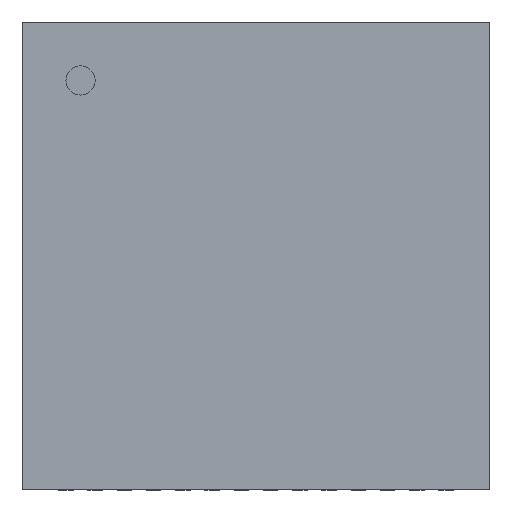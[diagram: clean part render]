
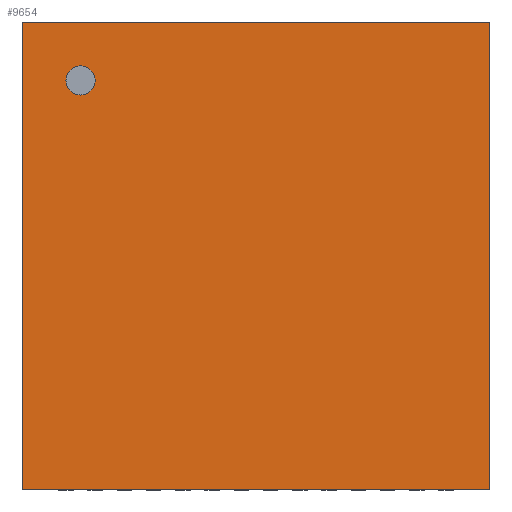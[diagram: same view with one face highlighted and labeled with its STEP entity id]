
A CAD part, top view. The second image highlights one B-rep face of the part: STEP entity #9654.
In plain terms, the highlighted planar face has unit normal (0, 0, 1).
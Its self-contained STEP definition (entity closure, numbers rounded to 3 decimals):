
#533=LINE('',#14932,#1677);
#540=LINE('',#14950,#1684);
#557=LINE('',#14969,#1701);
#573=LINE('',#14986,#1717);
#1677=VECTOR('',#12066,8.);
#1684=VECTOR('',#12083,8.);
#1701=VECTOR('',#12102,8.);
#1717=VECTOR('',#12120,8.);
#2599=PLANE('',#10407);
#2888=FACE_BOUND('',#3703,.T.);
#3123=FACE_OUTER_BOUND('',#3702,.T.);
#3702=EDGE_LOOP('',(#7933,#7934,#7935,#7936));
#3703=EDGE_LOOP('',(#7937));
#4160=CIRCLE('',#10400,0.25);
#4725=VERTEX_POINT('',#14929);
#4726=VERTEX_POINT('',#14931);
#4728=VERTEX_POINT('',#14938);
#4731=VERTEX_POINT('',#14947);
#4732=VERTEX_POINT('',#14949);
#5822=EDGE_CURVE('',#4726,#4725,#533,.T.);
#5826=EDGE_CURVE('',#4728,#4728,#4160,.T.);
#5831=EDGE_CURVE('',#4732,#4731,#540,.T.);
#5848=EDGE_CURVE('',#4725,#4732,#557,.T.);
#5864=EDGE_CURVE('',#4731,#4726,#573,.T.);
#7933=ORIENTED_EDGE('',*,*,#5864,.T.);
#7934=ORIENTED_EDGE('',*,*,#5822,.T.);
#7935=ORIENTED_EDGE('',*,*,#5848,.T.);
#7936=ORIENTED_EDGE('',*,*,#5831,.T.);
#7937=ORIENTED_EDGE('',*,*,#5826,.T.);
#9654=ADVANCED_FACE('',(#3123,#2888),#2599,.T.);
#10400=AXIS2_PLACEMENT_3D('',#14939,#12072,#12073);
#10407=AXIS2_PLACEMENT_3D('',#15001,#12136,#12137);
#12066=DIRECTION('',(0.,-1.,0.));
#12072=DIRECTION('center_axis',(0.,0.,-1.));
#12073=DIRECTION('ref_axis',(-1.,0.,0.));
#12083=DIRECTION('',(0.,1.,0.));
#12102=DIRECTION('',(1.,0.,0.));
#12120=DIRECTION('',(-1.,0.,0.));
#12136=DIRECTION('center_axis',(0.,0.,1.));
#12137=DIRECTION('ref_axis',(1.,0.,0.));
#14929=CARTESIAN_POINT('',(-4.,-4.,1.));
#14931=CARTESIAN_POINT('',(-4.,4.,1.));
#14932=CARTESIAN_POINT('',(-4.,-4.,1.));
#14938=CARTESIAN_POINT('',(-2.75,3.,1.));
#14939=CARTESIAN_POINT('Origin',(-3.,3.,1.));
#14947=CARTESIAN_POINT('',(4.,4.,1.));
#14949=CARTESIAN_POINT('',(4.,-4.,1.));
#14950=CARTESIAN_POINT('',(4.,4.,1.));
#14969=CARTESIAN_POINT('',(4.,-4.,1.));
#14986=CARTESIAN_POINT('',(-4.,4.,1.));
#15001=CARTESIAN_POINT('Origin',(0.,0.,1.));
